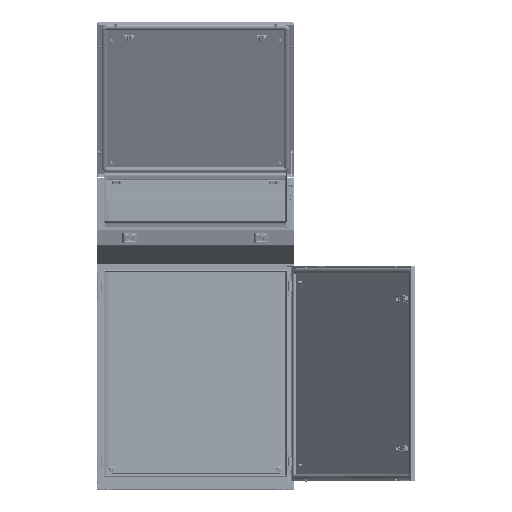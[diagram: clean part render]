
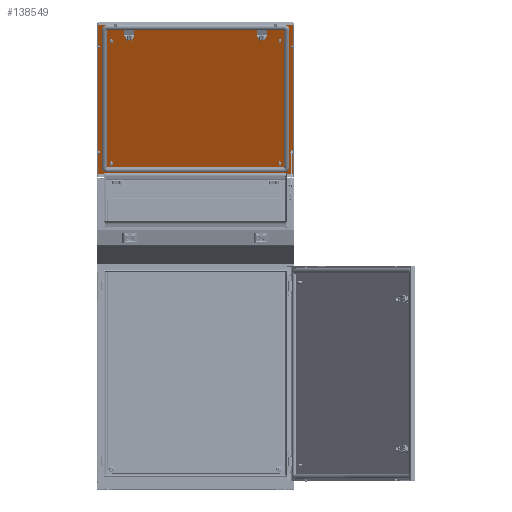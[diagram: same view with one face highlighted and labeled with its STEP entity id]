
A CAD part, top view. The second image highlights one B-rep face of the part: STEP entity #138549.
In plain terms, the highlighted face is planar.
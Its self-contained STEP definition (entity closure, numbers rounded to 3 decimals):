
#37510 = CARTESIAN_POINT ( 'NONE',  ( 257.5, 295.5, 2. ) ) ;
#37513 = CARTESIAN_POINT ( 'NONE',  ( 258.5, -295.5, 2. ) ) ;
#37522 = CARTESIAN_POINT ( 'NONE',  ( -258.5, 295.5, 2. ) ) ;
#37524 = DIRECTION ( 'NONE',  ( -1., 0., 0. ) ) ;
#38877 = LINE ( 'NONE', #37513, #38890 ) ;
#38881 = LINE ( 'NONE', #37510, #38896 ) ;
#38887 = LINE ( 'NONE', #37522, #38903 ) ;
#38890 = VECTOR ( 'NONE', #37524, 1000. ) ;
#38893 = LINE ( 'NONE', #40889, #38909 ) ;
#38896 = VECTOR ( 'NONE', #40890, 1000. ) ;
#38903 = VECTOR ( 'NONE', #40892, 1000. ) ;
#38909 = VECTOR ( 'NONE', #40894, 1000. ) ;
#40889 = CARTESIAN_POINT ( 'NONE',  ( -257.5, -295.5, 2. ) ) ;
#40890 = DIRECTION ( 'NONE',  ( 0., -1., 0. ) ) ;
#40892 = DIRECTION ( 'NONE',  ( 1., 0., 0. ) ) ;
#40894 = DIRECTION ( 'NONE',  ( 0., 1., 0. ) ) ;
#94733 = FACE_OUTER_BOUND ( 'NONE', #164292, .T. ) ;
#105604 = CARTESIAN_POINT ( 'NONE',  ( -258.5, -296.5, 2. ) ) ;
#105618 = PLANE ( 'NONE',  #105985 ) ;
#105622 = DIRECTION ( 'NONE',  ( 0., 0., 1. ) ) ;
#105623 = DIRECTION ( 'NONE',  ( 1., 0., 0. ) ) ;
#105985 = AXIS2_PLACEMENT_3D ( 'NONE', #105604, #105622, #105623 ) ;
#138549 = ADVANCED_FACE ( 'NONE', ( #94733 ), #105618, .T. ) ;
#157838 = VERTEX_POINT ( 'NONE', #197406 ) ;
#157841 = VERTEX_POINT ( 'NONE', #197409 ) ;
#157845 = VERTEX_POINT ( 'NONE', #197414 ) ;
#157854 = VERTEX_POINT ( 'NONE', #197425 ) ;
#164292 = EDGE_LOOP ( 'NONE', ( #175283, #175285, #175288, #175292 ) ) ;
#174700 = EDGE_CURVE ( 'NONE', #157841, #157838, #38877, .T. ) ;
#174702 = EDGE_CURVE ( 'NONE', #157845, #157841, #38881, .T. ) ;
#174706 = EDGE_CURVE ( 'NONE', #157854, #157845, #38887, .T. ) ;
#174710 = EDGE_CURVE ( 'NONE', #157838, #157854, #38893, .T. ) ;
#175283 = ORIENTED_EDGE ( 'NONE', *, *, #174700, .F. ) ;
#175285 = ORIENTED_EDGE ( 'NONE', *, *, #174702, .F. ) ;
#175288 = ORIENTED_EDGE ( 'NONE', *, *, #174706, .F. ) ;
#175292 = ORIENTED_EDGE ( 'NONE', *, *, #174710, .F. ) ;
#197406 = CARTESIAN_POINT ( 'NONE',  ( -257.5, -295.5, 2. ) ) ;
#197409 = CARTESIAN_POINT ( 'NONE',  ( 257.5, -295.5, 2. ) ) ;
#197414 = CARTESIAN_POINT ( 'NONE',  ( 257.5, 295.5, 2. ) ) ;
#197425 = CARTESIAN_POINT ( 'NONE',  ( -257.5, 295.5, 2. ) ) ;
